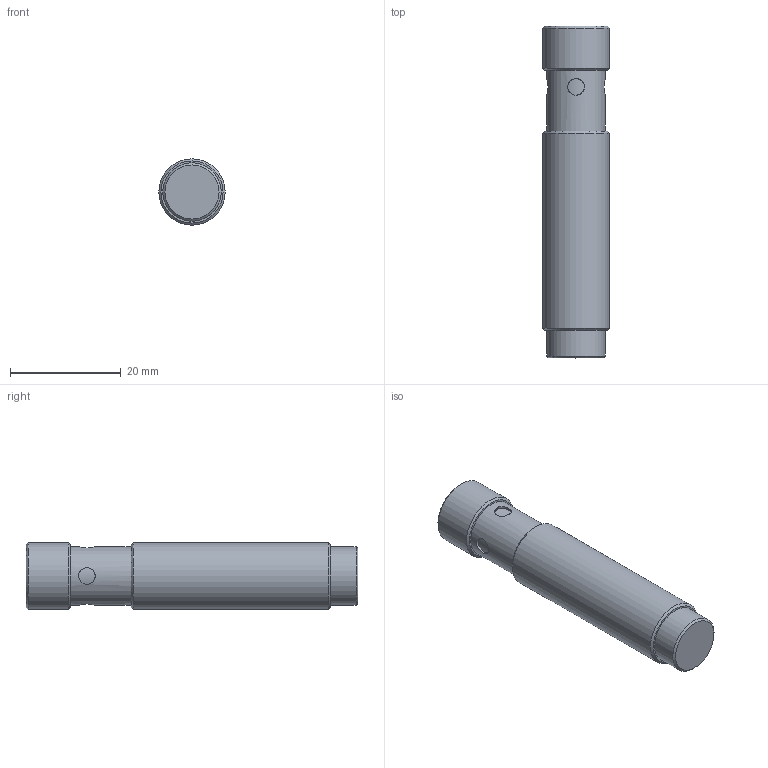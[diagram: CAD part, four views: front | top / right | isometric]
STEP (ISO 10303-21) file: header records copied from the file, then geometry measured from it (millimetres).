
FILE_DESCRIPTION (( 'STEP AP214' ), '1' );
FILE_NAME ('DW-AS-714-M12.STEP', '2018-04-13T18:14:53', ( '' ), ( '' ), 'SwSTEP 2.0', 'SolidWorks 2017', '' );
FILE_SCHEMA (( 'AUTOMOTIVE_DESIGN' ));
Length unit declared in the file: inch
Products named in the file (1): DW-AS-714-M12
Bounding box: 12 x 60 x 12 mm (x, y, z)
Volume: 5882 mm3; surface area: 2770.8 mm2
Topology: 1 solids, 1 shells, 40 faces, 94 edges, 59 vertices
Faces by surface type: cylinder 20, plane 9, cone 6, sphere 4, torus 1
Full cylindrical faces by diameter (mm): 1.008 x4, 3 x4, 8.499 x1, 10.551 x2, 11.999 x2
Entity records: 1310 total; most frequent: CARTESIAN_POINT 568, DIRECTION 152, ORIENTED_EDGE 100, AXIS2_PLACEMENT_3D 71, EDGE_LOOP 71, FACE_OUTER_BOUND 53, EDGE_CURVE 50, VERTEX_POINT 43
